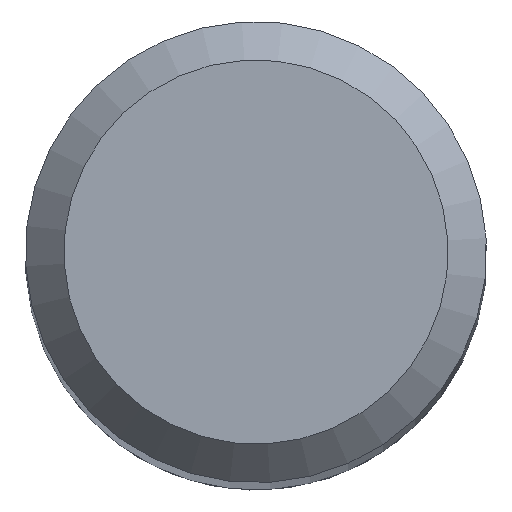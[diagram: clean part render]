
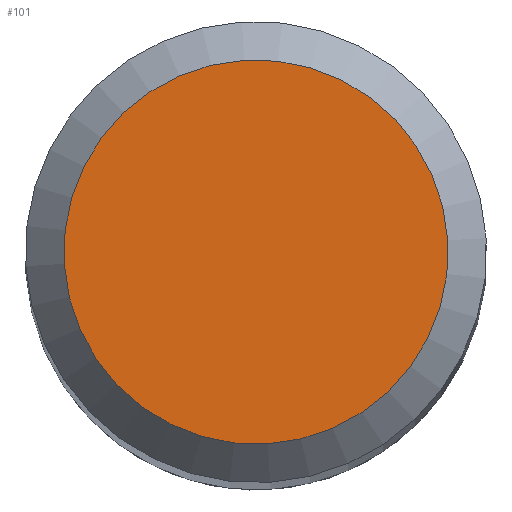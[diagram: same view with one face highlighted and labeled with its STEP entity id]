
A CAD part, top view. The second image highlights one B-rep face of the part: STEP entity #101.
In plain terms, the highlighted planar face has unit normal (0, 0, 1).
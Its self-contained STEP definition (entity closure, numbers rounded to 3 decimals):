
#80=PLANE('',#306);
#82=FACE_OUTER_BOUND('',#168,.T.);
#101=ADVANCED_FACE('',(#82),#80,.F.);
#168=EDGE_LOOP('',(#206));
#206=ORIENTED_EDGE('',*,*,#255,.T.);
#236=VERTEX_POINT('',#431);
#255=EDGE_CURVE('',#236,#236,#274,.T.);
#274=CIRCLE('',#305,5.);
#305=AXIS2_PLACEMENT_3D('',#430,#361,#362);
#306=AXIS2_PLACEMENT_3D('',#432,#363,#364);
#361=DIRECTION('',(0.,0.,1.));
#362=DIRECTION('',(0.552,-0.834,0.));
#363=DIRECTION('',(0.,0.,-1.));
#364=DIRECTION('',(0.552,-0.834,0.));
#430=CARTESIAN_POINT('',(0.,0.,105.));
#431=CARTESIAN_POINT('',(2.759,-4.17,105.));
#432=CARTESIAN_POINT('',(5.004,3.311,105.));
